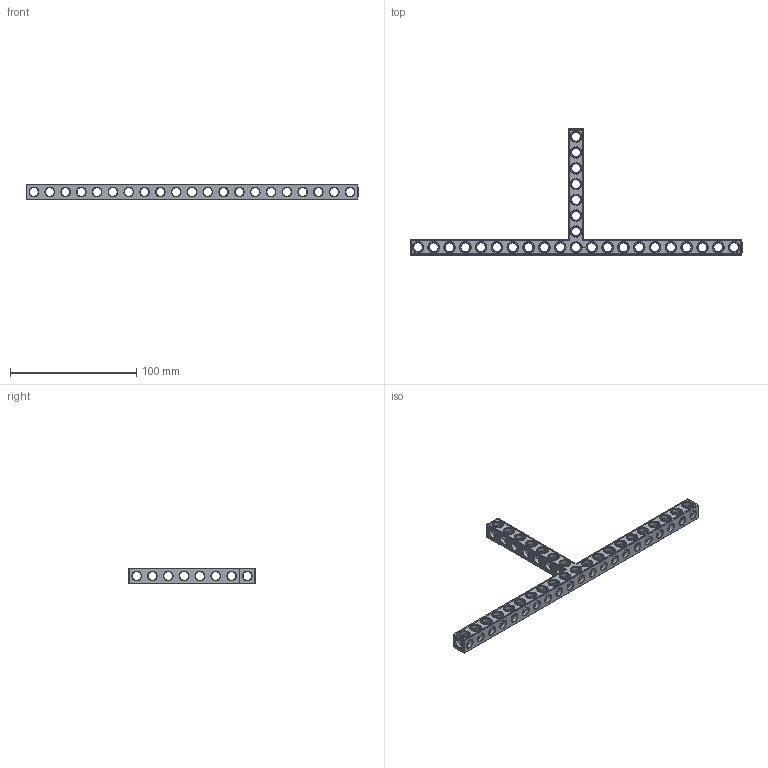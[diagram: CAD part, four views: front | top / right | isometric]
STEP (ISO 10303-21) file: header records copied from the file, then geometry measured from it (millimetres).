
FILE_DESCRIPTION(('FreeCAD Model'),'2;1');
FILE_NAME('Open CASCADE Shape Model','2022-01-29T22:41:13',( 'Paulo Kiefe'),('STEMFIE.org'),'Open CASCADE STEP processor 7.4', 'FreeCAD','Unknown');
FILE_SCHEMA(('AUTOMOTIVE_DESIGN { 1 0 10303 214 1 1 1 1 }'));
Products named in the file (1): Beam_TSH_SYM_ESS_BU21x08x01_-_SPN-BEM-1177_(stemfie.org)
Bounding box: 262.5 x 100 x 12.5 mm (x, y, z)
Volume: 27357.3 mm3; surface area: 24505.8 mm2
Topology: 1 solids, 1 shells, 787 faces, 2412 edges, 1576 vertices
Faces by surface type: plane 418, cylinder 171, cone 116, extrusion 82
Full cylindrical faces by diameter (mm): 6.98 x22, 7 x121, 9.2 x28
Entity records: 103451 total; most frequent: CARTESIAN_POINT 58249, DIRECTION 7438, ORIENTED_EDGE 4824, PCURVE 4824, DEFINITIONAL_REPRESENTATION 4824, VECTOR 4752, LINE 4670, EDGE_CURVE 2412
